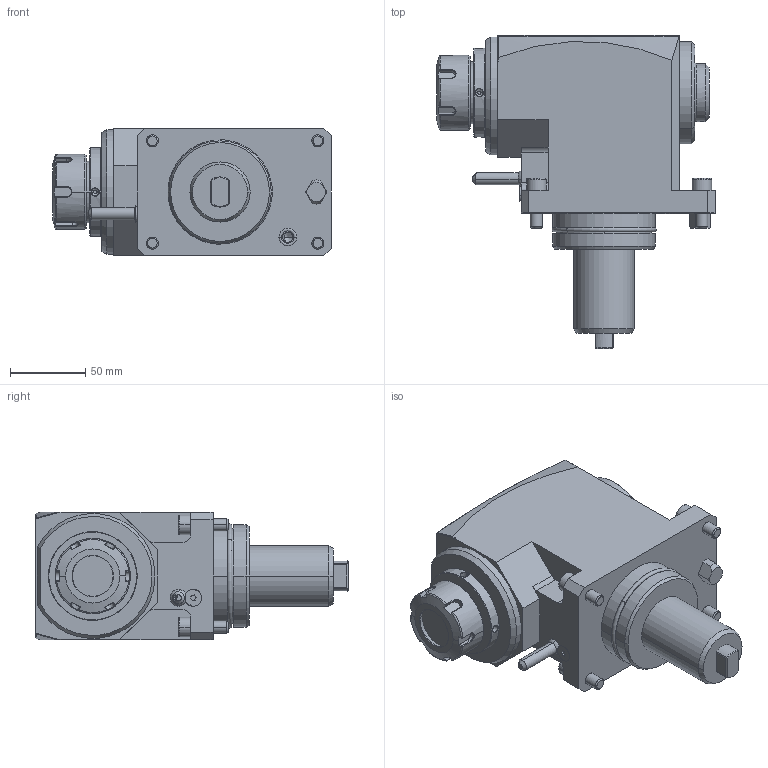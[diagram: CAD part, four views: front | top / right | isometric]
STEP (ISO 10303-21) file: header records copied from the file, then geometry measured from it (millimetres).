
FILE_DESCRIPTION((''),'2;1');
FILE_NAME('NGT2_68_201_32_3_3_80_MZ','2022-03-02T',('vali'),('NOVA GRUP'),'PRO/ENGINEER BY PARAMETRIC TECHNOLOGY CORPORATION, 2010280','PRO/ENGINEER BY PARAMETRIC TECHNOLOGY CORPORATION, 2010280','');
FILE_SCHEMA(('CONFIG_CONTROL_DESIGN'));
Length unit declared in the file: millimetre
Products named in the file (1): NGT2_68_201_32_3_3_80_MZ
Bounding box: 185.3 x 208 x 85 mm (x, y, z)
Volume: 1468117.1 mm3; surface area: 105736.3 mm2
Topology: 2 solids, 2 shells, 336 faces, 828 edges, 523 vertices
Faces by surface type: plane 140, cylinder 85, cone 51, bspline 32, torus 22, extrusion 4, sphere 2
Entity records: 13618 total; most frequent: CARTESIAN_POINT 5937, ORIENTED_EDGE 1652, DIRECTION 1458, EDGE_CURVE 826, AXIS2_PLACEMENT_3D 524, VERTEX_POINT 523, VECTOR 410, LINE 406
